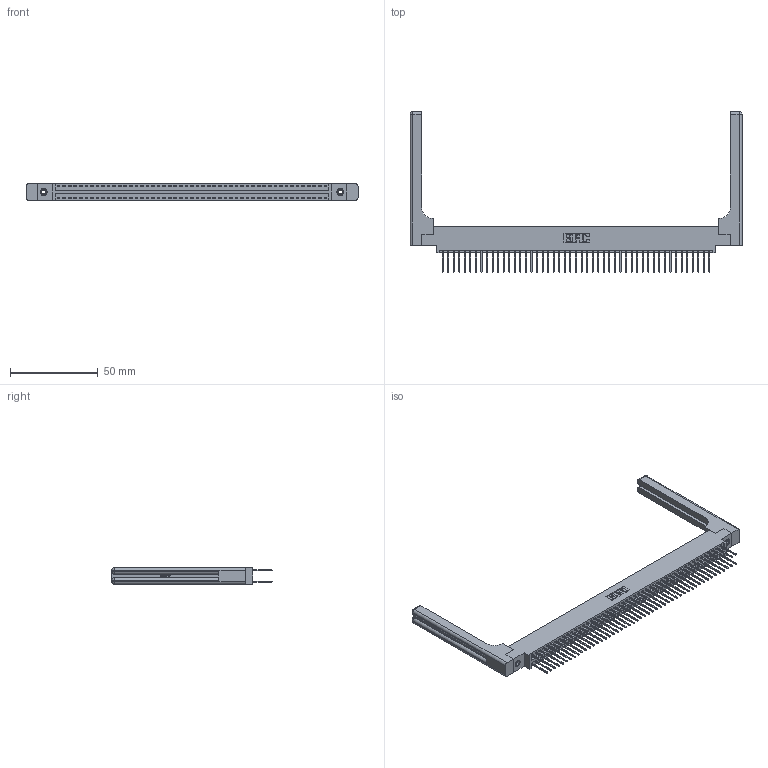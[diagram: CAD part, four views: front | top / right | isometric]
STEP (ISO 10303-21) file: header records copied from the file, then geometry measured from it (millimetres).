
FILE_DESCRIPTION (( 'STEP AP203' ), '1' );
FILE_NAME ('346-098-522-858.STEP', '2022-05-26T18:07:47', ( '' ), ( '' ), 'SwSTEP 2.0', 'SolidWorks 2020', '' );
FILE_SCHEMA (( 'CONFIG_CONTROL_DESIGN' ));
Length unit declared in the file: inch
Products named in the file (5): 346 Part_0.170 Offset - 0.156 Dia-TH; 346-220-058_345-220-058; 346-098-522-858; 345-292-001_345-293-122; 345-250-001_345-250-001-102
Assembly tree (103 placements, depth 2):
  346-098-522-858
    346 Part_0.170 Offset - 0.156 Dia-TH
    345-292-001_345-293-122  x98
    345-250-001_345-250-001-102  x2
    346-220-058_345-220-058  x2
Bounding box: 189.64 x 91.69 x 9.4 mm (x, y, z)
Volume: 26118.9 mm3; surface area: 32061.9 mm2
Topology: 103 solids, 103 shells, 5492 faces, 16233 edges, 10670 vertices
Faces by surface type: plane 3672, cylinder 1760, bspline 36, cone 12, sphere 8, torus 4
Entity records: 36784 total; most frequent: CARTESIAN_POINT 7067, ORIENTED_EDGE 5796, DIRECTION 5210, EDGE_CURVE 2898, LINE 2478, VECTOR 2478, VERTEX_POINT 1922, AXIS2_PLACEMENT_3D 1366
